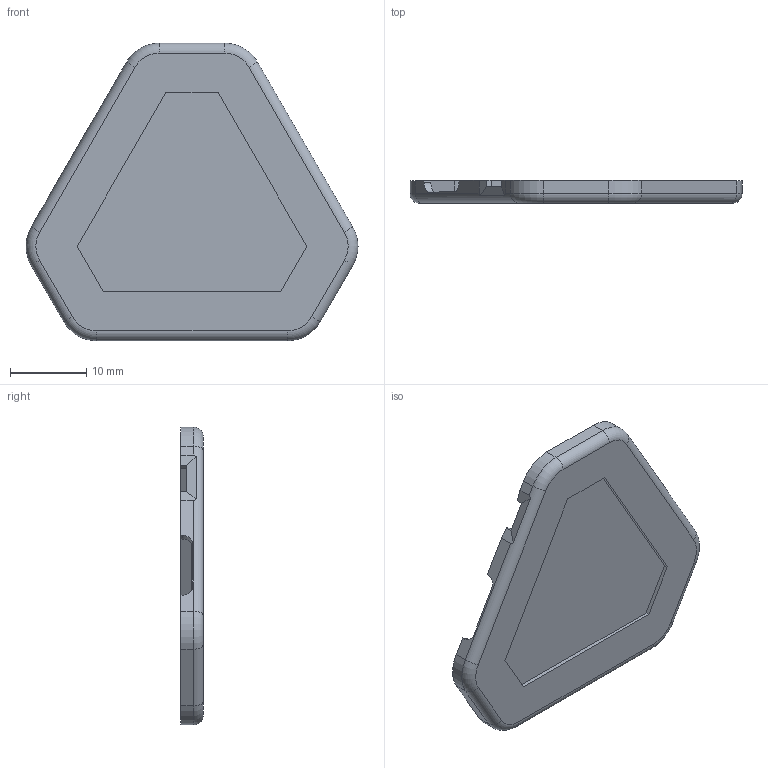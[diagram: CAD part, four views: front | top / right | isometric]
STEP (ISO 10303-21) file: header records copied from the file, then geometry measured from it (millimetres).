
FILE_DESCRIPTION (( 'STEP AP214' ), '1' );
FILE_NAME ('top cover 1.STEP', '2024-04-28T10:37:23', ( '' ), ( '' ), 'SwSTEP 2.0', 'SolidWorks 2023', '' );
FILE_SCHEMA (( 'AUTOMOTIVE_DESIGN' ));
Length unit declared in the file: millimetre
Products named in the file (1): top cover 1
Bounding box: 43.66 x 3 x 39.15 mm (x, y, z)
Volume: 1744.5 mm3; surface area: 3054.5 mm2
Topology: 1 solids, 1 shells, 63 faces, 166 edges, 106 vertices
Faces by surface type: plane 37, cylinder 20, torus 6
Entity records: 1957 total; most frequent: CARTESIAN_POINT 342, DIRECTION 338, ORIENTED_EDGE 332, EDGE_CURVE 166, VECTOR 118, LINE 118, AXIS2_PLACEMENT_3D 110, VERTEX_POINT 106
